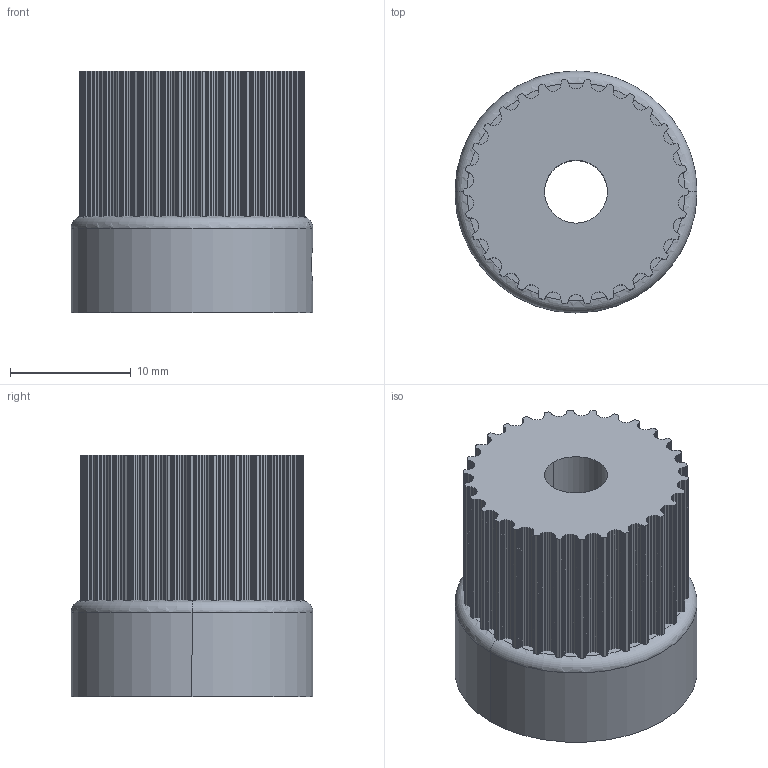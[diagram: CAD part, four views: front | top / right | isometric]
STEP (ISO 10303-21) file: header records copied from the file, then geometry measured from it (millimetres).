
FILE_DESCRIPTION (( 'STEP AP214' ), '1' );
FILE_NAME ('roll primary gear.step', '2024-01-14T05:53:53', ( '' ), ( '' ), 'SwSTEP 2.0', 'SolidWorks 2022', '' );
FILE_SCHEMA (( 'AUTOMOTIVE_DESIGN' ));
Length unit declared in the file: millimetre
Products named in the file (1): roll primary gear
Bounding box: 20 x 20 x 20 mm (x, y, z)
Volume: 4876.6 mm3; surface area: 2514.2 mm2
Topology: 1 solids, 1 shells, 721 faces, 2094 edges, 1374 vertices
Faces by surface type: bspline 600, plane 83, cylinder 36, torus 2
Entity records: 21530 total; most frequent: CARTESIAN_POINT 7948, ORIENTED_EDGE 4188, EDGE_CURVE 2094, B_SPLINE_CURVE_WITH_KNOTS 1892, VERTEX_POINT 1374, EDGE_LOOP 726, ADVANCED_FACE 721, FACE_OUTER_BOUND 720
